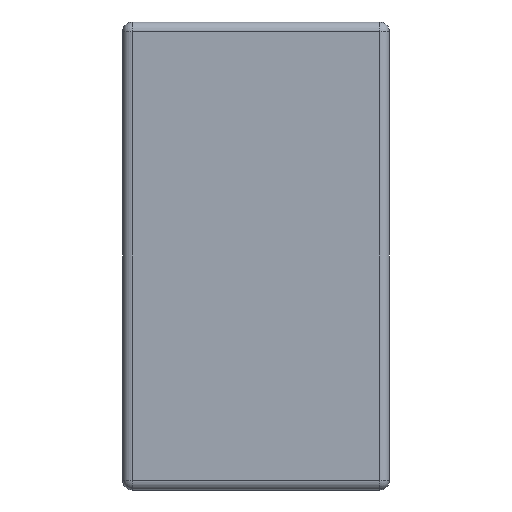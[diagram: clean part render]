
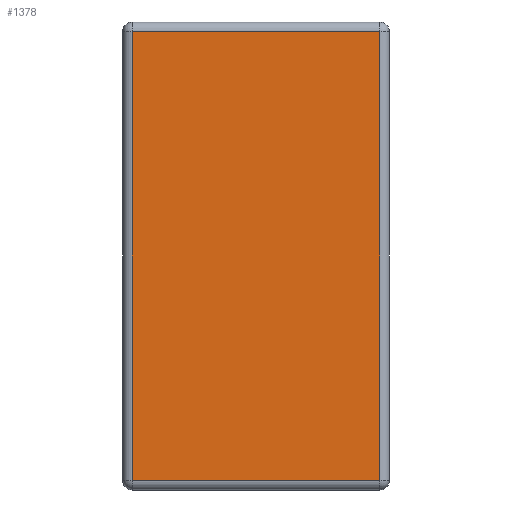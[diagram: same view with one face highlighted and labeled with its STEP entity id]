
A CAD part, left-side view. The second image highlights one B-rep face of the part: STEP entity #1378.
In plain terms, the highlighted planar face has unit normal (-1, 0, 0).
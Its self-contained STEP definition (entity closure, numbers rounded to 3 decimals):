
#120 = CARTESIAN_POINT ( 'NONE',  ( 0., 2.03, -0.074 ) ) ;
#123 = PLANE ( 'NONE',  #2097 ) ;
#451 = DIRECTION ( 'NONE',  ( 0., 1., 0. ) ) ;
#543 = VERTEX_POINT ( 'NONE', #2700 ) ;
#571 = DIRECTION ( 'NONE',  ( 0., 0., -1. ) ) ;
#623 = CARTESIAN_POINT ( 'NONE',  ( 0., 0.074, 0. ) ) ;
#711 = EDGE_CURVE ( 'NONE', #543, #1727, #941, .T. ) ;
#759 = EDGE_LOOP ( 'NONE', ( #2108, #1020, #4550, #3547 ) ) ;
#897 = DIRECTION ( 'NONE',  ( 0., -1., 0. ) ) ;
#941 = LINE ( 'NONE', #4124, #3711 ) ;
#1020 = ORIENTED_EDGE ( 'NONE', *, *, #4040, .T. ) ;
#1169 = CARTESIAN_POINT ( 'NONE',  ( 0., 0.074, -0.074 ) ) ;
#1210 = EDGE_CURVE ( 'NONE', #3715, #3517, #1956, .T. ) ;
#1228 = CARTESIAN_POINT ( 'NONE',  ( 0., 0.074, -3.486 ) ) ;
#1378 = ADVANCED_FACE ( 'NONE', ( #3365 ), #123, .T. ) ;
#1704 = LINE ( 'NONE', #4601, #3832 ) ;
#1727 = VERTEX_POINT ( 'NONE', #1228 ) ;
#1956 = LINE ( 'NONE', #120, #2519 ) ;
#1992 = CARTESIAN_POINT ( 'NONE',  ( 0., 1.956, -0.074 ) ) ;
#2024 = DIRECTION ( 'NONE',  ( -1., 0., 0. ) ) ;
#2097 = AXIS2_PLACEMENT_3D ( 'NONE', #3129, #2024, #3455 ) ;
#2108 = ORIENTED_EDGE ( 'NONE', *, *, #711, .T. ) ;
#2395 = VECTOR ( 'NONE', #4561, 1000. ) ;
#2519 = VECTOR ( 'NONE', #451, 1000. ) ;
#2700 = CARTESIAN_POINT ( 'NONE',  ( 0., 1.956, -3.486 ) ) ;
#3129 = CARTESIAN_POINT ( 'NONE',  ( 0., 0., 0. ) ) ;
#3365 = FACE_OUTER_BOUND ( 'NONE', #759, .T. ) ;
#3455 = DIRECTION ( 'NONE',  ( 0., 0., 1. ) ) ;
#3479 = LINE ( 'NONE', #623, #2395 ) ;
#3517 = VERTEX_POINT ( 'NONE', #1992 ) ;
#3547 = ORIENTED_EDGE ( 'NONE', *, *, #4445, .T. ) ;
#3711 = VECTOR ( 'NONE', #897, 1000. ) ;
#3715 = VERTEX_POINT ( 'NONE', #1169 ) ;
#3832 = VECTOR ( 'NONE', #571, 1000. ) ;
#4040 = EDGE_CURVE ( 'NONE', #1727, #3715, #3479, .T. ) ;
#4124 = CARTESIAN_POINT ( 'NONE',  ( 0., 0., -3.486 ) ) ;
#4445 = EDGE_CURVE ( 'NONE', #3517, #543, #1704, .T. ) ;
#4550 = ORIENTED_EDGE ( 'NONE', *, *, #1210, .T. ) ;
#4561 = DIRECTION ( 'NONE',  ( 0., 0., 1. ) ) ;
#4601 = CARTESIAN_POINT ( 'NONE',  ( 0., 1.956, -3.56 ) ) ;
